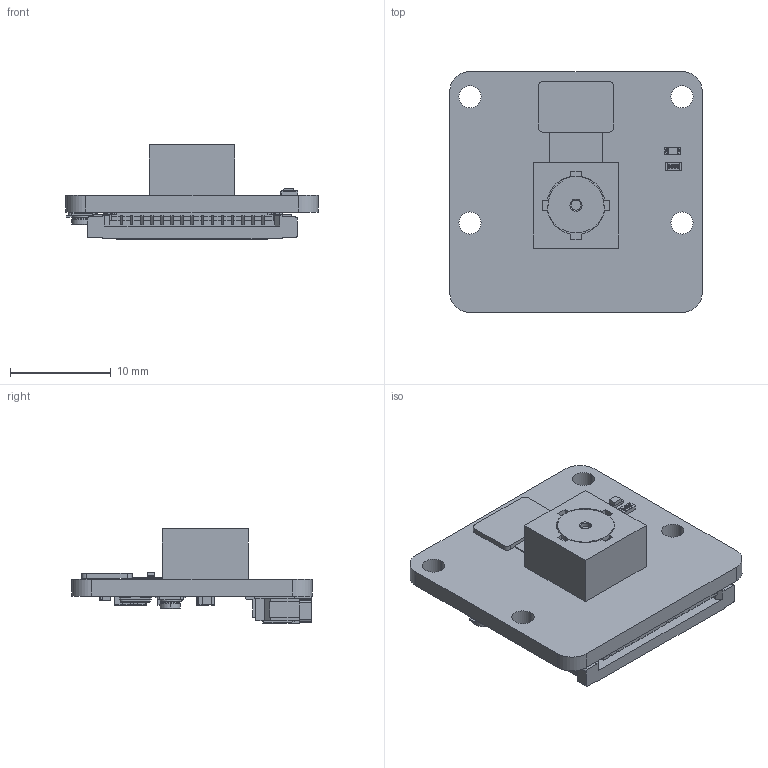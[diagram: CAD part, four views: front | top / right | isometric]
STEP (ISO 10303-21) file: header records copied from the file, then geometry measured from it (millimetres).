
FILE_DESCRIPTION((''),'2;1');
FILE_NAME('B0176_ASM','2021-07-12T16:20:46',('Arducam'),(''),'CREO PARAMETRIC BY PTC INC, 2019080','CREO PARAMETRIC BY PTC INC, 2019080','');
FILE_SCHEMA(('AUTOMOTIVE_DESIGN { 1 0 10303 214 1 1 1 1 }'));
Products named in the file (69): OPEN_CASCADE_STEP_TRANSLATOR_6_; BOARD_ASM; USER_LIBRARY-FB_1608_PAD001-651; USER_LIBRARY-FB_1608_CUT-820_1; USER_LIBRARY-FB_1608_CUT-820_2; USER_LIBRARY-FB_1608_CUT-820_ASM; 6303136992_ASM; L2_ASM; 6661596448_1; 6661596448_2; 6661596448_ASM; R5_ASM; USER_LIBRARY-20279-001; E1_ASM; SSFW15R_1_3ST_LF; J1_ASM; USER_LIBRARY-LED_SMD0603_1; USER_LIBRARY-LED_SMD0603_2; USER_LIBRARY-LED_SMD0603_3; USER_LIBRARY-LED_SMD0603_4; USER_LIBRARY-LED_SMD0603_5; USER_LIBRARY-LED_SMD0603_ASM; D1_ASM; 6661591728_1; 6661591728_2; 6661591728_ASM; R4_ASM; 6661602688; C4_ASM; C2_ASM; C10_ASM; C11_ASM; C6_ASM; C5_ASM; C9_ASM; C8_ASM; 6661602768; C3_ASM; 6661601488; C1_ASM ...
Assembly tree (80 placements, depth 7):
  B0176_ASM
    UC-685_ASM
      PCB_ASM
        BOARD_ASM
          OPEN_CASCADE_STEP_TRANSLATOR_6_
        L2_ASM
          6303136992_ASM
            USER_LIBRARY-FB_1608_PAD001-651
            USER_LIBRARY-FB_1608_CUT-820_ASM
              USER_LIBRARY-FB_1608_CUT-820_1
              USER_LIBRARY-FB_1608_CUT-820_2
        R5_ASM
          6661596448_ASM
            6661596448_1
            6661596448_2
        E1_ASM
          USER_LIBRARY-20279-001
        J1_ASM
          SSFW15R_1_3ST_LF
        D1_ASM
          USER_LIBRARY-LED_SMD0603_ASM
            USER_LIBRARY-LED_SMD0603_1
            USER_LIBRARY-LED_SMD0603_2
            USER_LIBRARY-LED_SMD0603_3
            USER_LIBRARY-LED_SMD0603_4
            USER_LIBRARY-LED_SMD0603_5
        R4_ASM
          6661591728_ASM
            6661591728_1
            6661591728_2
        C4_ASM
          6661602688
        C2_ASM
          6661602688
        C10_ASM
          6661602688
        C11_ASM
          6661602688
        C6_ASM
          6661602688
        C5_ASM
          6661602688
        C9_ASM
          6661602688
        C8_ASM
          6661602688
        C3_ASM
          6661602768
        C1_ASM
          6661601488
        L1_ASM
          6564273648_ASM
            USER_LIBRARY-FB_1608_PAD0-53726
            USER_LIBRARY-FB_1608_CUT-53895_ASM
              USER_LIBRARY-FB_1608_CUT-5389_1
              USER_LIBRARY-FB_1608_CUT-5389_2
        Y1_ASM
          6661595328_ASM
            6661595328_1
            6661595328_2
Bounding box: 25 x 23.86 x 9.33 mm (x, y, z)
Volume: 1603.9 mm3; surface area: 2802.4 mm2
Topology: 45 solids, 45 shells, 2523 faces, 6649 edges, 4093 vertices
Faces by surface type: plane 1590, cylinder 407, extrusion 344, sphere 131, torus 35, cone 8, bspline 8
Entity records: 76197 total; most frequent: CARTESIAN_POINT 19424, ORIENTED_EDGE 9600, DIRECTION 8799, EDGE_CURVE 4800, VECTOR 4061, LINE 3887, VERTEX_POINT 3021, AXIS2_PLACEMENT_3D 2369
